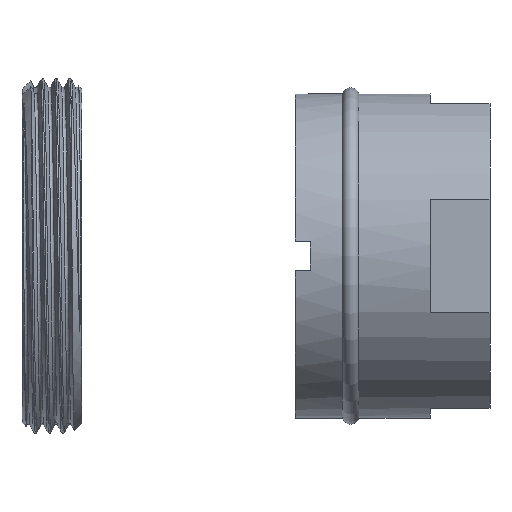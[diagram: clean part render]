
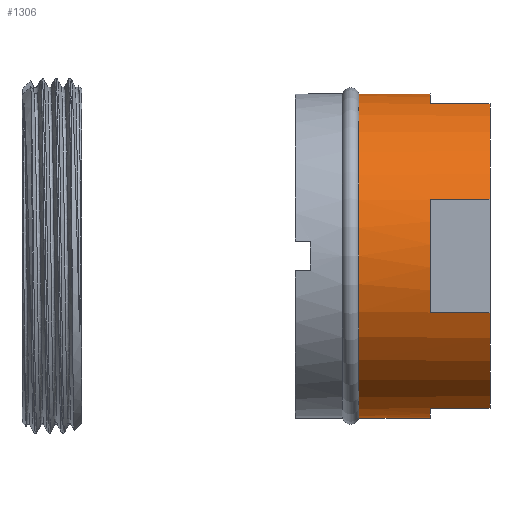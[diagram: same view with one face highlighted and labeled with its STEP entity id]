
A CAD part, front view. The second image highlights one B-rep face of the part: STEP entity #1306.
In plain terms, the highlighted cylindrical face has radius 27.2 mm (diameter 54.4 mm), a full revolution.
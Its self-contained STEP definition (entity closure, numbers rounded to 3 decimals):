
#217=CYLINDRICAL_SURFACE('',#1462,27.2);
#252=LINE('',#2140,#311);
#253=LINE('',#2143,#312);
#254=LINE('',#2145,#313);
#255=LINE('',#2148,#314);
#256=LINE('',#2150,#315);
#257=LINE('',#2153,#316);
#258=LINE('',#2155,#317);
#259=LINE('',#2158,#318);
#260=LINE('',#2160,#319);
#311=VECTOR('',#1665,27.2);
#312=VECTOR('',#1668,10.);
#313=VECTOR('',#1669,10.);
#314=VECTOR('',#1672,10.);
#315=VECTOR('',#1673,10.);
#316=VECTOR('',#1676,10.);
#317=VECTOR('',#1677,10.);
#318=VECTOR('',#1680,10.);
#319=VECTOR('',#1681,10.);
#388=FACE_OUTER_BOUND('',#457,.T.);
#457=EDGE_LOOP('',(#1002,#1003,#1004,#1005,#1006,#1007,#1008,#1009,#1010,
#1011,#1012,#1013,#1014,#1015,#1016,#1017,#1018,#1019,#1020,#1021,#1022));
#507=CIRCLE('',#1421,27.2);
#508=CIRCLE('',#1422,27.2);
#512=CIRCLE('',#1427,27.2);
#513=CIRCLE('',#1428,27.2);
#514=CIRCLE('',#1429,27.2);
#515=CIRCLE('',#1430,27.2);
#530=CIRCLE('',#1463,27.2);
#531=CIRCLE('',#1464,27.2);
#532=CIRCLE('',#1465,27.2);
#533=CIRCLE('',#1466,27.2);
#534=CIRCLE('',#1467,27.2);
#556=VERTEX_POINT('',#1870);
#557=VERTEX_POINT('',#1871);
#560=VERTEX_POINT('',#1880);
#561=VERTEX_POINT('',#1881);
#562=VERTEX_POINT('',#1883);
#563=VERTEX_POINT('',#1885);
#564=VERTEX_POINT('',#1887);
#565=VERTEX_POINT('',#1889);
#566=VERTEX_POINT('',#1891);
#567=VERTEX_POINT('',#1893);
#600=VERTEX_POINT('',#2139);
#601=VERTEX_POINT('',#2141);
#602=VERTEX_POINT('',#2144);
#603=VERTEX_POINT('',#2146);
#604=VERTEX_POINT('',#2149);
#605=VERTEX_POINT('',#2151);
#606=VERTEX_POINT('',#2154);
#607=VERTEX_POINT('',#2156);
#608=VERTEX_POINT('',#2159);
#689=EDGE_CURVE('',#556,#557,#507,.T.);
#690=EDGE_CURVE('',#557,#556,#508,.T.);
#695=EDGE_CURVE('',#560,#562,#512,.T.);
#697=EDGE_CURVE('',#564,#563,#513,.T.);
#699=EDGE_CURVE('',#566,#565,#514,.T.);
#701=EDGE_CURVE('',#567,#561,#515,.T.);
#751=EDGE_CURVE('',#556,#600,#252,.T.);
#752=EDGE_CURVE('',#600,#601,#530,.T.);
#753=EDGE_CURVE('',#562,#601,#253,.T.);
#754=EDGE_CURVE('',#560,#602,#254,.T.);
#755=EDGE_CURVE('',#602,#603,#531,.T.);
#756=EDGE_CURVE('',#561,#603,#255,.T.);
#757=EDGE_CURVE('',#567,#604,#256,.T.);
#758=EDGE_CURVE('',#604,#605,#532,.T.);
#759=EDGE_CURVE('',#566,#605,#257,.T.);
#760=EDGE_CURVE('',#565,#606,#258,.T.);
#761=EDGE_CURVE('',#606,#607,#533,.T.);
#762=EDGE_CURVE('',#564,#607,#259,.T.);
#763=EDGE_CURVE('',#563,#608,#260,.T.);
#764=EDGE_CURVE('',#608,#600,#534,.T.);
#1002=ORIENTED_EDGE('',*,*,#689,.T.);
#1003=ORIENTED_EDGE('',*,*,#690,.T.);
#1004=ORIENTED_EDGE('',*,*,#751,.T.);
#1005=ORIENTED_EDGE('',*,*,#752,.T.);
#1006=ORIENTED_EDGE('',*,*,#753,.F.);
#1007=ORIENTED_EDGE('',*,*,#695,.F.);
#1008=ORIENTED_EDGE('',*,*,#754,.T.);
#1009=ORIENTED_EDGE('',*,*,#755,.T.);
#1010=ORIENTED_EDGE('',*,*,#756,.F.);
#1011=ORIENTED_EDGE('',*,*,#701,.F.);
#1012=ORIENTED_EDGE('',*,*,#757,.T.);
#1013=ORIENTED_EDGE('',*,*,#758,.T.);
#1014=ORIENTED_EDGE('',*,*,#759,.F.);
#1015=ORIENTED_EDGE('',*,*,#699,.T.);
#1016=ORIENTED_EDGE('',*,*,#760,.T.);
#1017=ORIENTED_EDGE('',*,*,#761,.T.);
#1018=ORIENTED_EDGE('',*,*,#762,.F.);
#1019=ORIENTED_EDGE('',*,*,#697,.T.);
#1020=ORIENTED_EDGE('',*,*,#763,.T.);
#1021=ORIENTED_EDGE('',*,*,#764,.T.);
#1022=ORIENTED_EDGE('',*,*,#751,.F.);
#1306=ADVANCED_FACE('',(#388),#217,.T.);
#1421=AXIS2_PLACEMENT_3D('',#1872,#1554,#1555);
#1422=AXIS2_PLACEMENT_3D('',#1873,#1556,#1557);
#1427=AXIS2_PLACEMENT_3D('',#1884,#1567,#1568);
#1428=AXIS2_PLACEMENT_3D('',#1888,#1570,#1571);
#1429=AXIS2_PLACEMENT_3D('',#1892,#1573,#1574);
#1430=AXIS2_PLACEMENT_3D('',#1895,#1576,#1577);
#1462=AXIS2_PLACEMENT_3D('',#2138,#1663,#1664);
#1463=AXIS2_PLACEMENT_3D('',#2142,#1666,#1667);
#1464=AXIS2_PLACEMENT_3D('',#2147,#1670,#1671);
#1465=AXIS2_PLACEMENT_3D('',#2152,#1674,#1675);
#1466=AXIS2_PLACEMENT_3D('',#2157,#1678,#1679);
#1467=AXIS2_PLACEMENT_3D('',#2161,#1682,#1683);
#1554=DIRECTION('center_axis',(1.,0.,0.));
#1555=DIRECTION('ref_axis',(0.,0.,1.));
#1556=DIRECTION('center_axis',(1.,0.,0.));
#1557=DIRECTION('ref_axis',(0.,0.,1.));
#1567=DIRECTION('center_axis',(1.,0.,0.));
#1568=DIRECTION('ref_axis',(0.,-0.937,-0.348));
#1570=DIRECTION('center_axis',(-1.,0.,0.));
#1571=DIRECTION('ref_axis',(0.,0.937,-0.348));
#1573=DIRECTION('center_axis',(-1.,0.,0.));
#1574=DIRECTION('ref_axis',(0.,0.348,0.937));
#1576=DIRECTION('center_axis',(1.,0.,0.));
#1577=DIRECTION('ref_axis',(0.,-0.348,0.937));
#1663=DIRECTION('center_axis',(-1.,0.,0.));
#1664=DIRECTION('ref_axis',(0.,0.,1.));
#1665=DIRECTION('',(1.,0.,0.));
#1666=DIRECTION('center_axis',(-1.,0.,0.));
#1667=DIRECTION('ref_axis',(0.,0.,-1.));
#1668=DIRECTION('',(-1.,0.,0.));
#1669=DIRECTION('',(-1.,0.,0.));
#1670=DIRECTION('center_axis',(-1.,0.,0.));
#1671=DIRECTION('ref_axis',(0.,-0.937,-0.348));
#1672=DIRECTION('',(-1.,0.,0.));
#1673=DIRECTION('',(-1.,0.,0.));
#1674=DIRECTION('center_axis',(-1.,0.,0.));
#1675=DIRECTION('ref_axis',(0.,0.,1.));
#1676=DIRECTION('',(-1.,0.,0.));
#1677=DIRECTION('',(-1.,0.,0.));
#1678=DIRECTION('center_axis',(-1.,0.,0.));
#1679=DIRECTION('ref_axis',(0.,0.937,0.348));
#1680=DIRECTION('',(-1.,0.,0.));
#1681=DIRECTION('',(-1.,0.,0.));
#1682=DIRECTION('center_axis',(-1.,0.,0.));
#1683=DIRECTION('ref_axis',(0.,0.,-1.));
#1870=CARTESIAN_POINT('',(10.637,0.,-27.2));
#1871=CARTESIAN_POINT('',(10.637,0.,27.2));
#1872=CARTESIAN_POINT('Origin',(10.637,0.,0.));
#1873=CARTESIAN_POINT('Origin',(10.637,0.,0.));
#1880=CARTESIAN_POINT('',(32.6,-25.5,-9.465));
#1881=CARTESIAN_POINT('',(32.6,-25.5,9.465));
#1883=CARTESIAN_POINT('',(32.6,-9.465,-25.5));
#1884=CARTESIAN_POINT('Origin',(32.6,0.,0.));
#1885=CARTESIAN_POINT('',(32.6,9.465,-25.5));
#1887=CARTESIAN_POINT('',(32.6,25.5,-9.465));
#1888=CARTESIAN_POINT('Origin',(32.6,0.,0.));
#1889=CARTESIAN_POINT('',(32.6,25.5,9.465));
#1891=CARTESIAN_POINT('',(32.6,9.465,25.5));
#1892=CARTESIAN_POINT('Origin',(32.6,0.,0.));
#1893=CARTESIAN_POINT('',(32.6,-9.465,25.5));
#1895=CARTESIAN_POINT('Origin',(32.6,0.,0.));
#2138=CARTESIAN_POINT('Origin',(34.23,0.,0.));
#2139=CARTESIAN_POINT('',(22.6,0.,-27.2));
#2140=CARTESIAN_POINT('',(34.23,0.,-27.2));
#2141=CARTESIAN_POINT('',(22.6,-9.465,-25.5));
#2142=CARTESIAN_POINT('Origin',(22.6,0.,0.));
#2143=CARTESIAN_POINT('',(32.6,-9.465,-25.5));
#2144=CARTESIAN_POINT('',(22.6,-25.5,-9.465));
#2145=CARTESIAN_POINT('',(32.6,-25.5,-9.465));
#2146=CARTESIAN_POINT('',(22.6,-25.5,9.465));
#2147=CARTESIAN_POINT('Origin',(22.6,0.,0.));
#2148=CARTESIAN_POINT('',(32.6,-25.5,9.465));
#2149=CARTESIAN_POINT('',(22.6,-9.465,25.5));
#2150=CARTESIAN_POINT('',(32.6,-9.465,25.5));
#2151=CARTESIAN_POINT('',(22.6,9.465,25.5));
#2152=CARTESIAN_POINT('Origin',(22.6,0.,0.));
#2153=CARTESIAN_POINT('',(32.6,9.465,25.5));
#2154=CARTESIAN_POINT('',(22.6,25.5,9.465));
#2155=CARTESIAN_POINT('',(32.6,25.5,9.465));
#2156=CARTESIAN_POINT('',(22.6,25.5,-9.465));
#2157=CARTESIAN_POINT('Origin',(22.6,0.,0.));
#2158=CARTESIAN_POINT('',(32.6,25.5,-9.465));
#2159=CARTESIAN_POINT('',(22.6,9.465,-25.5));
#2160=CARTESIAN_POINT('',(32.6,9.465,-25.5));
#2161=CARTESIAN_POINT('Origin',(22.6,0.,0.));
